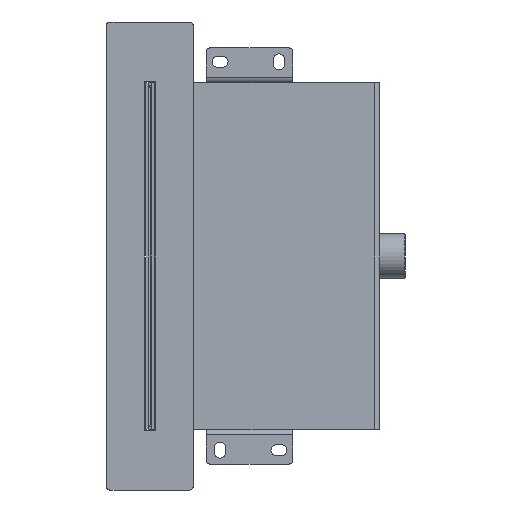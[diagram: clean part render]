
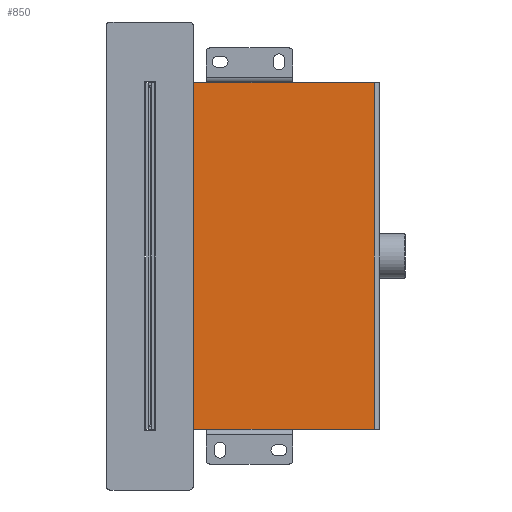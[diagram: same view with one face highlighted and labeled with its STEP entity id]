
A CAD part, left-side view. The second image highlights one B-rep face of the part: STEP entity #850.
In plain terms, the highlighted planar face has unit normal (-1, 0, 0).
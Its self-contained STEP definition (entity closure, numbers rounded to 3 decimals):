
#850=ADVANCED_FACE('',(#1354),#1355,.T.);
#1354=FACE_OUTER_BOUND('',#1857,.T.);
#1355=PLANE('',#1858);
#1857=EDGE_LOOP('',(#2872,#2873,#2874,#2875));
#1858=AXIS2_PLACEMENT_3D('',#2876,#2877,#2878);
#2872=ORIENTED_EDGE('',*,*,#3669,.T.);
#2873=ORIENTED_EDGE('',*,*,#3703,.T.);
#2874=ORIENTED_EDGE('',*,*,#3685,.T.);
#2875=ORIENTED_EDGE('',*,*,#3704,.T.);
#2876=CARTESIAN_POINT('',(5.0,-3.25,-500000.0));
#2877=DIRECTION('',(-1.0,0.,0.0));
#2878=DIRECTION('',(0.,-1.0,0.0));
#3669=EDGE_CURVE('',#4271,#4269,#4272,.T.);
#3685=EDGE_CURVE('',#4299,#4297,#4300,.T.);
#3703=EDGE_CURVE('',#4269,#4299,#4320,.T.);
#3704=EDGE_CURVE('',#4297,#4271,#4321,.F.);
#4269=VERTEX_POINT('',#5108);
#4271=VERTEX_POINT('',#5110);
#4272=LINE('',#5111,#5112);
#4297=VERTEX_POINT('',#5145);
#4299=VERTEX_POINT('',#5147);
#4300=LINE('',#5148,#5149);
#4320=LINE('',#5177,#5178);
#4321=LINE('',#5179,#5180);
#5108=CARTESIAN_POINT('',(5.0,-65.25,-100.));
#5110=CARTESIAN_POINT('',(5.0,60.25,-100.));
#5111=CARTESIAN_POINT('',(5.0,-3.25,-100.));
#5112=VECTOR('',#5873,1.0);
#5145=CARTESIAN_POINT('',(5.0,60.25,100.));
#5147=CARTESIAN_POINT('',(5.0,-65.25,100.));
#5148=CARTESIAN_POINT('',(5.0,-3.25,100.));
#5149=VECTOR('',#5900,1.0);
#5177=CARTESIAN_POINT('',(5.0,-65.25,-500000.0));
#5178=VECTOR('',#5918,1.0);
#5179=CARTESIAN_POINT('',(5.0,60.25,-100.));
#5180=VECTOR('',#5919,1.0);
#5873=DIRECTION('',(0.,-1.0,0.0));
#5900=DIRECTION('',(0.,1.0,0.0));
#5918=DIRECTION('',(0.0,0.0,1.0));
#5919=DIRECTION('',(0.0,0.0,1.0));
